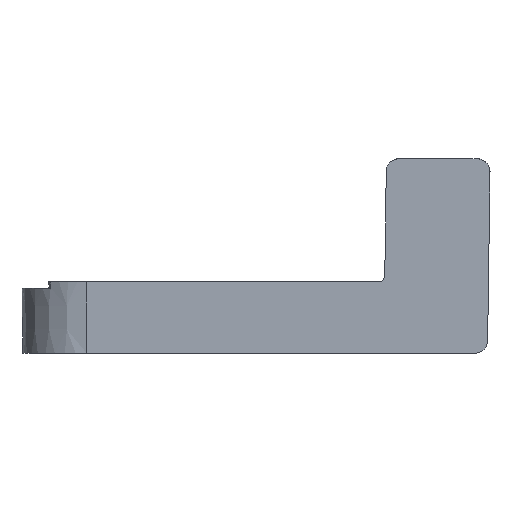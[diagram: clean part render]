
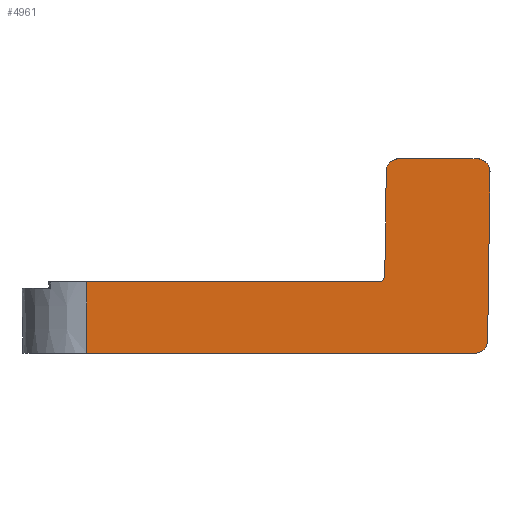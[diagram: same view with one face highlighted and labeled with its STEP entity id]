
A CAD part, front view. The second image highlights one B-rep face of the part: STEP entity #4961.
In plain terms, the highlighted planar face has unit normal (0, -1, -0.014).
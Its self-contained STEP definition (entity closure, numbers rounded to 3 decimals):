
#15 = ORIENTED_EDGE ( 'NONE', *, *, #2955, .T. ) ;
#21 = CARTESIAN_POINT ( 'NONE',  ( 14.793, -6., 5.5 ) ) ;
#46 = VECTOR ( 'NONE', #8666, 1000. ) ;
#67 = B_SPLINE_CURVE_WITH_KNOTS ( 'NONE', 3,
 ( #286, #1159, #3582, #8405 ),
 .UNSPECIFIED., .F., .F.,
 ( 4, 4 ),
 ( 0., 1. ),
 .UNSPECIFIED. ) ;
#191 = ORIENTED_EDGE ( 'NONE', *, *, #4189, .F. ) ;
#214 = LINE ( 'NONE', #5555, #8247 ) ;
#232 = CARTESIAN_POINT ( 'NONE',  ( 15.532, -6.133, 15. ) ) ;
#286 = CARTESIAN_POINT ( 'NONE',  ( 23.119, -6.119, 14. ) ) ;
#556 = ORIENTED_EDGE ( 'NONE', *, *, #1081, .T. ) ;
#734 =( BOUNDED_CURVE ( )  B_SPLINE_CURVE ( 3, ( #2134, #1140, #2991, #8658 ),
 .UNSPECIFIED., .F., .T. ) 
 B_SPLINE_CURVE_WITH_KNOTS ( ( 4, 4 ),
 ( 4.712, 6.283 ),
 .UNSPECIFIED. ) 
 CURVE ( )  GEOMETRIC_REPRESENTATION_ITEM ( )  RATIONAL_B_SPLINE_CURVE ( ( 1., 0.805, 0.805, 1. ) ) 
 REPRESENTATION_ITEM ( '' )  );
#801 = EDGE_CURVE ( 'NONE', #1740, #8532, #734, .T. ) ;
#1003 = FACE_OUTER_BOUND ( 'NONE', #7150, .T. ) ;
#1081 = EDGE_CURVE ( 'NONE', #2628, #10141, #2319, .T. ) ;
#1117 = ORIENTED_EDGE ( 'NONE', *, *, #801, .T. ) ;
#1140 = CARTESIAN_POINT ( 'NONE',  ( 23.119, -6.127, 14.586 ) ) ;
#1159 = CARTESIAN_POINT ( 'NONE',  ( 23.119, -6.119, 13.995 ) ) ;
#1670 =( BOUNDED_CURVE ( )  B_SPLINE_CURVE ( 3, ( #3063, #7897, #2956, #8742 ),
 .UNSPECIFIED., .F., .T. ) 
 B_SPLINE_CURVE_WITH_KNOTS ( ( 4, 4 ),
 ( 0., 1.557 ),
 .UNSPECIFIED. ) 
 CURVE ( )  GEOMETRIC_REPRESENTATION_ITEM ( )  RATIONAL_B_SPLINE_CURVE ( ( 1., 0.808, 0.808, 1. ) ) 
 REPRESENTATION_ITEM ( '' )  );
#1675 = EDGE_CURVE ( 'NONE', #3480, #3697, #7705, .T. ) ;
#1740 = VERTEX_POINT ( 'NONE', #2266 ) ;
#1819 = CARTESIAN_POINT ( 'NONE',  ( 15.112, -6.119, 14.014 ) ) ;
#2042 = CARTESIAN_POINT ( 'NONE',  ( -8., -5.923, 0. ) ) ;
#2134 = CARTESIAN_POINT ( 'NONE',  ( 23.119, -6.119, 14. ) ) ;
#2204 = CARTESIAN_POINT ( 'NONE',  ( 0., -6., 5.5 ) ) ;
#2266 = CARTESIAN_POINT ( 'NONE',  ( 23.119, -6.119, 14. ) ) ;
#2319 =( BOUNDED_CURVE ( )  B_SPLINE_CURVE ( 3, ( #10526, #9008, #21, #6526 ),
 .UNSPECIFIED., .F., .T. ) 
 B_SPLINE_CURVE_WITH_KNOTS ( ( 4, 4 ),
 ( 1.571, 3.142 ),
 .UNSPECIFIED. ) 
 CURVE ( )  GEOMETRIC_REPRESENTATION_ITEM ( )  RATIONAL_B_SPLINE_CURVE ( ( 1., 0.805, 0.805, 1. ) ) 
 REPRESENTATION_ITEM ( '' )  );
#2628 = VERTEX_POINT ( 'NONE', #5561 ) ;
#2635 =( BOUNDED_CURVE ( )  B_SPLINE_CURVE ( 3, ( #5101, #232, #3417, #1819 ),
 .UNSPECIFIED., .F., .T. ) 
 B_SPLINE_CURVE_WITH_KNOTS ( ( 4, 4 ),
 ( 3.142, 4.698 ),
 .UNSPECIFIED. ) 
 CURVE ( )  GEOMETRIC_REPRESENTATION_ITEM ( )  RATIONAL_B_SPLINE_CURVE ( ( 1., 0.808, 0.808, 1. ) ) 
 REPRESENTATION_ITEM ( '' )  );
#2701 = CARTESIAN_POINT ( 'NONE',  ( -8., -6., 5.5 ) ) ;
#2717 = VECTOR ( 'NONE', #8355, 1000. ) ;
#2769 = AXIS2_PLACEMENT_3D ( 'NONE', #3580, #10239, #3722 ) ;
#2955 = EDGE_CURVE ( 'NONE', #7382, #10223, #2635, .T. ) ;
#2956 = CARTESIAN_POINT ( 'NONE',  ( 22.929, -5.929, 0.407 ) ) ;
#2991 = CARTESIAN_POINT ( 'NONE',  ( 22.704, -6.133, 15. ) ) ;
#3063 = CARTESIAN_POINT ( 'NONE',  ( 21.937, -5.923, 0. ) ) ;
#3074 = CARTESIAN_POINT ( 'NONE',  ( 23.118, -6.118, 13.986 ) ) ;
#3267 = EDGE_CURVE ( 'NONE', #10141, #7190, #6277, .T. ) ;
#3417 = CARTESIAN_POINT ( 'NONE',  ( 15.12, -6.127, 14.593 ) ) ;
#3480 = VERTEX_POINT ( 'NONE', #5058 ) ;
#3580 = CARTESIAN_POINT ( 'NONE',  ( 0., -6., 5.5 ) ) ;
#3582 = CARTESIAN_POINT ( 'NONE',  ( 23.119, -6.119, 13.991 ) ) ;
#3613 = EDGE_CURVE ( 'NONE', #4919, #10353, #8786, .T. ) ;
#3697 = VERTEX_POINT ( 'NONE', #3074 ) ;
#3722 = DIRECTION ( 'NONE',  ( 0., 0.014, -1. ) ) ;
#3745 = ORIENTED_EDGE ( 'NONE', *, *, #5691, .T. ) ;
#4189 = EDGE_CURVE ( 'NONE', #1740, #3697, #67, .T. ) ;
#4398 = CARTESIAN_POINT ( 'NONE',  ( 16.112, -6.133, 15. ) ) ;
#4574 = VECTOR ( 'NONE', #6148, 1000. ) ;
#4735 = LINE ( 'NONE', #2701, #2717 ) ;
#4919 = VERTEX_POINT ( 'NONE', #2042 ) ;
#4961 = ADVANCED_FACE ( 'NONE', ( #1003 ), #9358, .T. ) ;
#5058 = CARTESIAN_POINT ( 'NONE',  ( 22.937, -5.937, 0.986 ) ) ;
#5072 = EDGE_CURVE ( 'NONE', #10223, #2628, #214, .T. ) ;
#5101 = CARTESIAN_POINT ( 'NONE',  ( 16.112, -6.133, 15. ) ) ;
#5175 = CARTESIAN_POINT ( 'NONE',  ( 15.112, -6.119, 14.014 ) ) ;
#5199 = CARTESIAN_POINT ( 'NONE',  ( 0., -6.133, 15. ) ) ;
#5371 = CARTESIAN_POINT ( 'NONE',  ( 0., -5.923, 0. ) ) ;
#5555 = CARTESIAN_POINT ( 'NONE',  ( 15.112, -6.119, 14.014 ) ) ;
#5561 = CARTESIAN_POINT ( 'NONE',  ( 15., -6.007, 6. ) ) ;
#5691 = EDGE_CURVE ( 'NONE', #10353, #3480, #1670, .T. ) ;
#5903 = ORIENTED_EDGE ( 'NONE', *, *, #7485, .T. ) ;
#6148 = DIRECTION ( 'NONE',  ( 1., 0., 0. ) ) ;
#6277 = LINE ( 'NONE', #2204, #10050 ) ;
#6526 = CARTESIAN_POINT ( 'NONE',  ( 14.5, -6., 5.5 ) ) ;
#6671 = CARTESIAN_POINT ( 'NONE',  ( 21.937, -5.923, 0. ) ) ;
#6730 = ORIENTED_EDGE ( 'NONE', *, *, #3267, .T. ) ;
#6895 = CARTESIAN_POINT ( 'NONE',  ( 22.937, -5.937, 0.986 ) ) ;
#7058 = DIRECTION ( 'NONE',  ( -1., 0., 0. ) ) ;
#7150 = EDGE_LOOP ( 'NONE', ( #7767, #3745, #7432, #191, #1117, #5903, #15, #9845, #556, #6730, #7756 ) ) ;
#7190 = VERTEX_POINT ( 'NONE', #7285 ) ;
#7285 = CARTESIAN_POINT ( 'NONE',  ( -8., -6., 5.5 ) ) ;
#7382 = VERTEX_POINT ( 'NONE', #4398 ) ;
#7432 = ORIENTED_EDGE ( 'NONE', *, *, #1675, .T. ) ;
#7485 = EDGE_CURVE ( 'NONE', #8532, #7382, #8719, .T. ) ;
#7705 = LINE ( 'NONE', #6895, #46 ) ;
#7756 = ORIENTED_EDGE ( 'NONE', *, *, #8499, .T. ) ;
#7767 = ORIENTED_EDGE ( 'NONE', *, *, #3613, .T. ) ;
#7897 = CARTESIAN_POINT ( 'NONE',  ( 22.516, -5.923, 0. ) ) ;
#8247 = VECTOR ( 'NONE', #8899, 1000. ) ;
#8355 = DIRECTION ( 'NONE',  ( 0., 0.014, -1. ) ) ;
#8405 = CARTESIAN_POINT ( 'NONE',  ( 23.118, -6.118, 13.986 ) ) ;
#8499 = EDGE_CURVE ( 'NONE', #7190, #4919, #4735, .T. ) ;
#8532 = VERTEX_POINT ( 'NONE', #9902 ) ;
#8579 = VECTOR ( 'NONE', #8934, 1000. ) ;
#8658 = CARTESIAN_POINT ( 'NONE',  ( 22.119, -6.133, 15. ) ) ;
#8666 = DIRECTION ( 'NONE',  ( 0.014, -0.014, 1. ) ) ;
#8719 = LINE ( 'NONE', #5199, #8579 ) ;
#8742 = CARTESIAN_POINT ( 'NONE',  ( 22.937, -5.937, 0.986 ) ) ;
#8786 = LINE ( 'NONE', #5371, #4574 ) ;
#8899 = DIRECTION ( 'NONE',  ( -0.014, 0.014, -1. ) ) ;
#8934 = DIRECTION ( 'NONE',  ( -1., 0., 0. ) ) ;
#9008 = CARTESIAN_POINT ( 'NONE',  ( 15., -6.003, 5.707 ) ) ;
#9131 = CARTESIAN_POINT ( 'NONE',  ( 14.5, -6., 5.5 ) ) ;
#9358 = PLANE ( 'NONE',  #2769 ) ;
#9845 = ORIENTED_EDGE ( 'NONE', *, *, #5072, .T. ) ;
#9902 = CARTESIAN_POINT ( 'NONE',  ( 22.119, -6.133, 15. ) ) ;
#10050 = VECTOR ( 'NONE', #7058, 1000. ) ;
#10141 = VERTEX_POINT ( 'NONE', #9131 ) ;
#10223 = VERTEX_POINT ( 'NONE', #5175 ) ;
#10239 = DIRECTION ( 'NONE',  ( 0., -1., -0.014 ) ) ;
#10353 = VERTEX_POINT ( 'NONE', #6671 ) ;
#10526 = CARTESIAN_POINT ( 'NONE',  ( 15., -6.007, 6. ) ) ;
